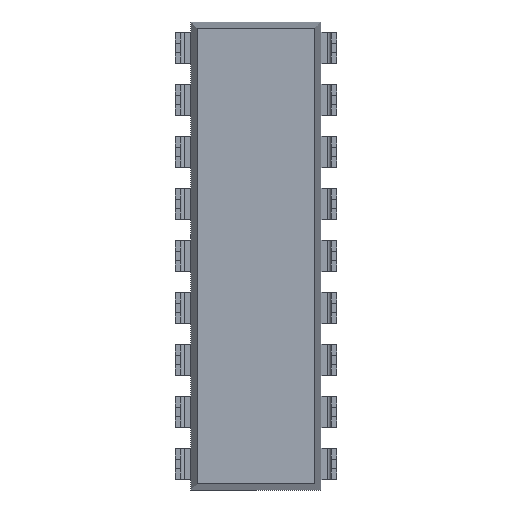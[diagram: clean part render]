
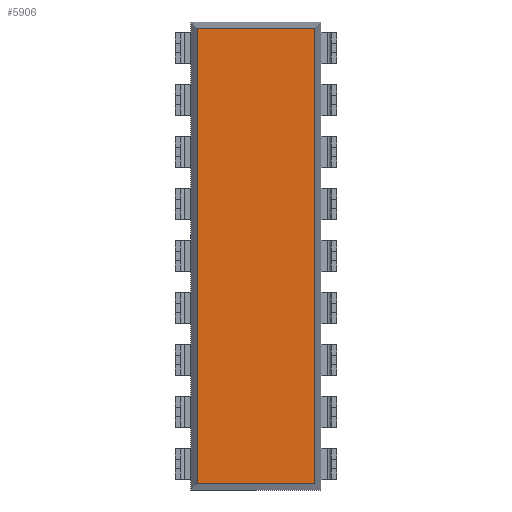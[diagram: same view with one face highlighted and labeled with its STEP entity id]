
A CAD part, front view. The second image highlights one B-rep face of the part: STEP entity #5906.
In plain terms, the highlighted planar face has unit normal (0, -1, 0).
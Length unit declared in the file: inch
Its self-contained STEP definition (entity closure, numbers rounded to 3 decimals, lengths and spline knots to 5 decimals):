
#76 = LINE ( 'NONE', #5887, #1819 ) ;
#147 = PLANE ( 'NONE',  #3379 ) ;
#490 = CARTESIAN_POINT ( 'NONE',  ( 0.11282, 0.015, -0.45 ) ) ;
#718 = EDGE_LOOP ( 'NONE', ( #3349, #4546, #2731, #8435 ) ) ;
#800 = DIRECTION ( 'NONE',  ( 0., 0., -1. ) ) ;
#944 = EDGE_CURVE ( 'NONE', #5273, #5638, #76, .T. ) ;
#973 = EDGE_CURVE ( 'NONE', #5638, #4537, #5154, .T. ) ;
#1325 = DIRECTION ( 'NONE',  ( -1., 0., 0. ) ) ;
#1480 = LINE ( 'NONE', #7307, #4078 ) ;
#1819 = VECTOR ( 'NONE', #5135, 39.37008 ) ;
#1996 = DIRECTION ( 'NONE',  ( 0., -1., 0. ) ) ;
#2107 = CARTESIAN_POINT ( 'NONE',  ( 0., 0.015, 0. ) ) ;
#2479 = DIRECTION ( 'NONE',  ( 0., 0., 1. ) ) ;
#2548 = CARTESIAN_POINT ( 'NONE',  ( -0.11282, 0.015, 0.43782 ) ) ;
#2731 = ORIENTED_EDGE ( 'NONE', *, *, #973, .T. ) ;
#3129 = VECTOR ( 'NONE', #1325, 39.37008 ) ;
#3228 = LINE ( 'NONE', #3897, #3129 ) ;
#3349 = ORIENTED_EDGE ( 'NONE', *, *, #3979, .T. ) ;
#3379 = AXIS2_PLACEMENT_3D ( 'NONE', #2107, #1996, #800 ) ;
#3897 = CARTESIAN_POINT ( 'NONE',  ( 0.125, 0.015, 0.43782 ) ) ;
#3949 = EDGE_CURVE ( 'NONE', #4537, #7914, #3228, .T. ) ;
#3979 = EDGE_CURVE ( 'NONE', #7914, #5273, #1480, .T. ) ;
#4078 = VECTOR ( 'NONE', #7975, 39.37008 ) ;
#4434 = CARTESIAN_POINT ( 'NONE',  ( 0.11282, 0.015, -0.43782 ) ) ;
#4537 = VERTEX_POINT ( 'NONE', #5687 ) ;
#4546 = ORIENTED_EDGE ( 'NONE', *, *, #944, .T. ) ;
#4734 = CARTESIAN_POINT ( 'NONE',  ( -0.11282, 0.015, -0.43782 ) ) ;
#5135 = DIRECTION ( 'NONE',  ( 1., 0., 0. ) ) ;
#5154 = LINE ( 'NONE', #490, #5662 ) ;
#5273 = VERTEX_POINT ( 'NONE', #4734 ) ;
#5638 = VERTEX_POINT ( 'NONE', #4434 ) ;
#5662 = VECTOR ( 'NONE', #2479, 39.37008 ) ;
#5687 = CARTESIAN_POINT ( 'NONE',  ( 0.11282, 0.015, 0.43782 ) ) ;
#5887 = CARTESIAN_POINT ( 'NONE',  ( -0.125, 0.015, -0.43782 ) ) ;
#5906 = ADVANCED_FACE ( 'NONE', ( #6314 ), #147, .T. ) ;
#6314 = FACE_OUTER_BOUND ( 'NONE', #718, .T. ) ;
#7307 = CARTESIAN_POINT ( 'NONE',  ( -0.11282, 0.015, 0.45 ) ) ;
#7914 = VERTEX_POINT ( 'NONE', #2548 ) ;
#7975 = DIRECTION ( 'NONE',  ( 0., 0., -1. ) ) ;
#8435 = ORIENTED_EDGE ( 'NONE', *, *, #3949, .T. ) ;
